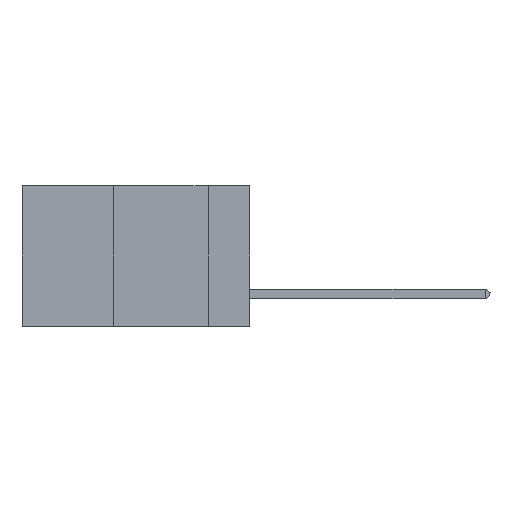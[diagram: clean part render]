
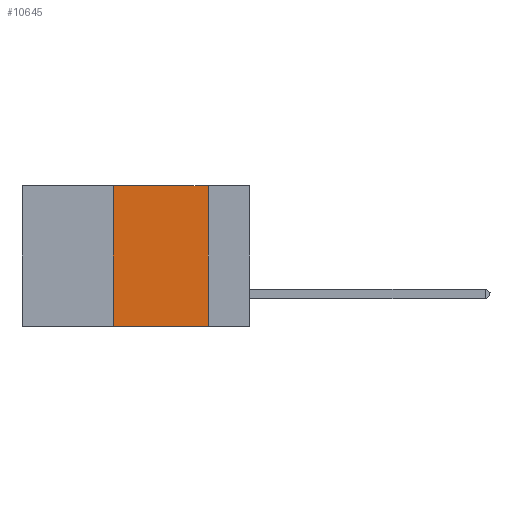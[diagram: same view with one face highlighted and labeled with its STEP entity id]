
A CAD part, left-side view. The second image highlights one B-rep face of the part: STEP entity #10645.
In plain terms, the highlighted planar face has unit normal (-1, 0, 0).
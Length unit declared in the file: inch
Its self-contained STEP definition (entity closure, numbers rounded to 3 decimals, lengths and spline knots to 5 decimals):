
#1227 = VECTOR ( 'NONE', #12617, 39.37008 ) ;
#1603 = DIRECTION ( 'NONE',  ( 0., 0., -1. ) ) ;
#1951 = CARTESIAN_POINT ( 'NONE',  ( 0., 0.36, 0. ) ) ;
#2816 = VECTOR ( 'NONE', #1603, 39.37008 ) ;
#3947 = CARTESIAN_POINT ( 'NONE',  ( 0., 0.6, 0. ) ) ;
#4066 = AXIS2_PLACEMENT_3D ( 'NONE', #3947, #14904, #19740 ) ;
#4311 = VERTEX_POINT ( 'NONE', #24299 ) ;
#6155 = LINE ( 'NONE', #26136, #1227 ) ;
#6397 = CARTESIAN_POINT ( 'NONE',  ( 0., 0.11, 0. ) ) ;
#8377 = EDGE_CURVE ( 'NONE', #4311, #14994, #21202, .T. ) ;
#9109 = EDGE_CURVE ( 'NONE', #21906, #14994, #11967, .T. ) ;
#9276 = VERTEX_POINT ( 'NONE', #1951 ) ;
#10311 = CARTESIAN_POINT ( 'NONE',  ( 0., 0.11, -0.37 ) ) ;
#10645 = ADVANCED_FACE ( 'NONE', ( #28340 ), #17389, .F. ) ;
#10967 = CARTESIAN_POINT ( 'NONE',  ( 0., 0.36, -0.37 ) ) ;
#11908 = LINE ( 'NONE', #26961, #17566 ) ;
#11967 = LINE ( 'NONE', #21894, #25398 ) ;
#12605 = DIRECTION ( 'NONE',  ( 0., -1., 0. ) ) ;
#12617 = DIRECTION ( 'NONE',  ( 0., -1., 0. ) ) ;
#14904 = DIRECTION ( 'NONE',  ( 1., 0., 0. ) ) ;
#14994 = VERTEX_POINT ( 'NONE', #10311 ) ;
#17389 = PLANE ( 'NONE',  #4066 ) ;
#17564 = DIRECTION ( 'NONE',  ( 0., 0., 1. ) ) ;
#17566 = VECTOR ( 'NONE', #17564, 39.37008 ) ;
#18517 = ORIENTED_EDGE ( 'NONE', *, *, #8377, .F. ) ;
#19346 = EDGE_CURVE ( 'NONE', #9276, #4311, #6155, .T. ) ;
#19740 = DIRECTION ( 'NONE',  ( 0., 0., -1. ) ) ;
#21202 = LINE ( 'NONE', #6397, #2816 ) ;
#21894 = CARTESIAN_POINT ( 'NONE',  ( 0., 0.6, -0.37 ) ) ;
#21906 = VERTEX_POINT ( 'NONE', #10967 ) ;
#24137 = ORIENTED_EDGE ( 'NONE', *, *, #24400, .F. ) ;
#24299 = CARTESIAN_POINT ( 'NONE',  ( 0., 0.11, 0. ) ) ;
#24400 = EDGE_CURVE ( 'NONE', #21906, #9276, #11908, .T. ) ;
#25073 = ORIENTED_EDGE ( 'NONE', *, *, #9109, .T. ) ;
#25398 = VECTOR ( 'NONE', #12605, 39.37008 ) ;
#26136 = CARTESIAN_POINT ( 'NONE',  ( 0., 0.6, 0. ) ) ;
#26961 = CARTESIAN_POINT ( 'NONE',  ( 0., 0.36, 0. ) ) ;
#27087 = ORIENTED_EDGE ( 'NONE', *, *, #19346, .F. ) ;
#28340 = FACE_OUTER_BOUND ( 'NONE', #29117, .T. ) ;
#29117 = EDGE_LOOP ( 'NONE', ( #18517, #27087, #24137, #25073 ) ) ;
